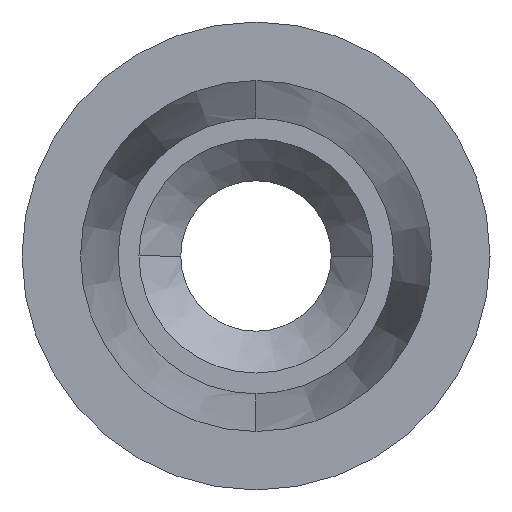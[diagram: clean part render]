
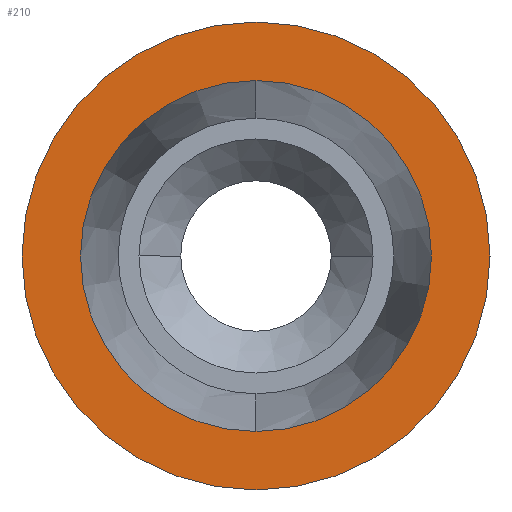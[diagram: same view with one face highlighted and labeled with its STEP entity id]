
A CAD part, left-side view. The second image highlights one B-rep face of the part: STEP entity #210.
In plain terms, the highlighted planar face has unit normal (-1, 0, 0).
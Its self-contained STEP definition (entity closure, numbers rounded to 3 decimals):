
#1 = VERTEX_POINT ( 'NONE', #447 ) ;
#28 = AXIS2_PLACEMENT_3D ( 'NONE', #335, #896, #193 ) ;
#36 = DIRECTION ( 'NONE',  ( -1., 0., 0. ) ) ;
#44 = CARTESIAN_POINT ( 'NONE',  ( -12.5, 0., 0. ) ) ;
#45 = AXIS2_PLACEMENT_3D ( 'NONE', #809, #470, #748 ) ;
#79 = VERTEX_POINT ( 'NONE', #806 ) ;
#124 = PLANE ( 'NONE',  #45 ) ;
#177 = CARTESIAN_POINT ( 'NONE',  ( -12.5, 0., 2.1 ) ) ;
#178 = DIRECTION ( 'NONE',  ( 0., 0., 1. ) ) ;
#188 = FACE_BOUND ( 'NONE', #739, .T. ) ;
#193 = DIRECTION ( 'NONE',  ( 0., 0., 1. ) ) ;
#210 = ADVANCED_FACE ( 'NONE', ( #893, #188 ), #124, .T. ) ;
#219 = AXIS2_PLACEMENT_3D ( 'NONE', #678, #812, #458 ) ;
#268 = AXIS2_PLACEMENT_3D ( 'NONE', #523, #36, #178 ) ;
#328 = AXIS2_PLACEMENT_3D ( 'NONE', #44, #526, #853 ) ;
#335 = CARTESIAN_POINT ( 'NONE',  ( -12.5, 0., 0. ) ) ;
#355 = EDGE_LOOP ( 'NONE', ( #494, #653 ) ) ;
#447 = CARTESIAN_POINT ( 'NONE',  ( -12.5, 0., 2.8 ) ) ;
#458 = DIRECTION ( 'NONE',  ( 0., 0., 1. ) ) ;
#468 = EDGE_CURVE ( 'NONE', #681, #1, #827, .T. ) ;
#470 = DIRECTION ( 'NONE',  ( -1., 0., 0. ) ) ;
#483 = EDGE_CURVE ( 'NONE', #79, #783, #775, .T. ) ;
#494 = ORIENTED_EDGE ( 'NONE', *, *, #820, .T. ) ;
#523 = CARTESIAN_POINT ( 'NONE',  ( -12.5, 0., 0. ) ) ;
#526 = DIRECTION ( 'NONE',  ( -1., 0., 0. ) ) ;
#567 = ORIENTED_EDGE ( 'NONE', *, *, #642, .F. ) ;
#611 = ORIENTED_EDGE ( 'NONE', *, *, #483, .F. ) ;
#642 = EDGE_CURVE ( 'NONE', #783, #79, #864, .T. ) ;
#653 = ORIENTED_EDGE ( 'NONE', *, *, #468, .T. ) ;
#678 = CARTESIAN_POINT ( 'NONE',  ( -12.5, 0., 0. ) ) ;
#681 = VERTEX_POINT ( 'NONE', #695 ) ;
#695 = CARTESIAN_POINT ( 'NONE',  ( -12.5, 0., -2.8 ) ) ;
#720 = CIRCLE ( 'NONE', #328, 2.8 ) ;
#739 = EDGE_LOOP ( 'NONE', ( #567, #611 ) ) ;
#748 = DIRECTION ( 'NONE',  ( 0., 0., 1. ) ) ;
#775 = CIRCLE ( 'NONE', #219, 2.1 ) ;
#783 = VERTEX_POINT ( 'NONE', #177 ) ;
#806 = CARTESIAN_POINT ( 'NONE',  ( -12.5, 0., -2.1 ) ) ;
#809 = CARTESIAN_POINT ( 'NONE',  ( -12.5, 2.1, 0. ) ) ;
#812 = DIRECTION ( 'NONE',  ( -1., 0., 0. ) ) ;
#820 = EDGE_CURVE ( 'NONE', #1, #681, #720, .T. ) ;
#827 = CIRCLE ( 'NONE', #268, 2.8 ) ;
#853 = DIRECTION ( 'NONE',  ( 0., 0., 1. ) ) ;
#864 = CIRCLE ( 'NONE', #28, 2.1 ) ;
#893 = FACE_OUTER_BOUND ( 'NONE', #355, .T. ) ;
#896 = DIRECTION ( 'NONE',  ( -1., 0., 0. ) ) ;
